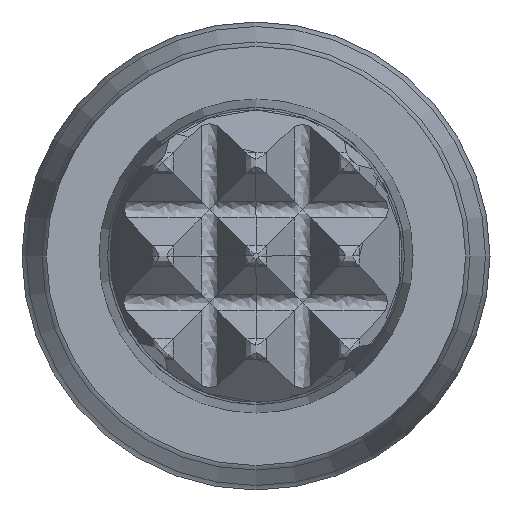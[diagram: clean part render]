
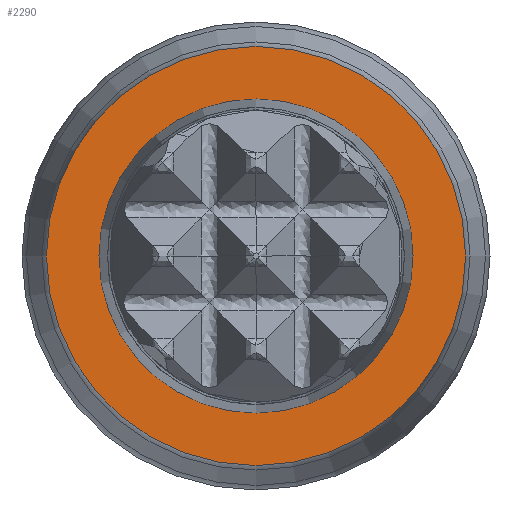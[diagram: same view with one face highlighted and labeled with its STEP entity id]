
A CAD part, left-side view. The second image highlights one B-rep face of the part: STEP entity #2290.
In plain terms, the highlighted planar face has unit normal (-1, 0, 0).
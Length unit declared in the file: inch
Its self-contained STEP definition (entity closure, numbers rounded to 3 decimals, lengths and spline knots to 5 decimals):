
#68 = EDGE_CURVE ( 'NONE', #1324, #1324, #1499, .T. ) ;
#200 = CARTESIAN_POINT ( 'NONE',  ( -0.50104, 0.00048, -0.018 ) ) ;
#273 = CARTESIAN_POINT ( 'NONE',  ( -0.50104, 0.00048, 0. ) ) ;
#329 = CIRCLE ( 'NONE', #2494, 0.018 ) ;
#1124 = AXIS2_PLACEMENT_3D ( 'NONE', #273, #2695, #5103 ) ;
#1324 = VERTEX_POINT ( 'NONE', #5605 ) ;
#1331 = CARTESIAN_POINT ( 'NONE',  ( -0.50104, -0.01752, 0. ) ) ;
#1499 = CIRCLE ( 'NONE', #1124, 0.01349 ) ;
#2149 = EDGE_LOOP ( 'NONE', ( #3295 ) ) ;
#2290 = ADVANCED_FACE ( 'NONE', ( #7283, #3017 ), #3092, .T. ) ;
#2494 = AXIS2_PLACEMENT_3D ( 'NONE', #6803, #2663, #6277 ) ;
#2527 = AXIS2_PLACEMENT_3D ( 'NONE', #1331, #2555, #4961 ) ;
#2555 = DIRECTION ( 'NONE',  ( -1., 0., 0. ) ) ;
#2663 = DIRECTION ( 'NONE',  ( -1., 0., 0. ) ) ;
#2689 = EDGE_CURVE ( 'NONE', #7360, #7360, #329, .T. ) ;
#2695 = DIRECTION ( 'NONE',  ( -1., 0., 0. ) ) ;
#3017 = FACE_OUTER_BOUND ( 'NONE', #6500, .T. ) ;
#3092 = PLANE ( 'NONE',  #2527 ) ;
#3295 = ORIENTED_EDGE ( 'NONE', *, *, #68, .F. ) ;
#4961 = DIRECTION ( 'NONE',  ( 0., 0., -1. ) ) ;
#5103 = DIRECTION ( 'NONE',  ( 0., -1., 0. ) ) ;
#5605 = CARTESIAN_POINT ( 'NONE',  ( -0.50104, -0.01301, 0. ) ) ;
#6277 = DIRECTION ( 'NONE',  ( 0., 0., -1. ) ) ;
#6500 = EDGE_LOOP ( 'NONE', ( #7589 ) ) ;
#6803 = CARTESIAN_POINT ( 'NONE',  ( -0.50104, 0.00048, 0. ) ) ;
#7283 = FACE_BOUND ( 'NONE', #2149, .T. ) ;
#7360 = VERTEX_POINT ( 'NONE', #200 ) ;
#7589 = ORIENTED_EDGE ( 'NONE', *, *, #2689, .T. ) ;
